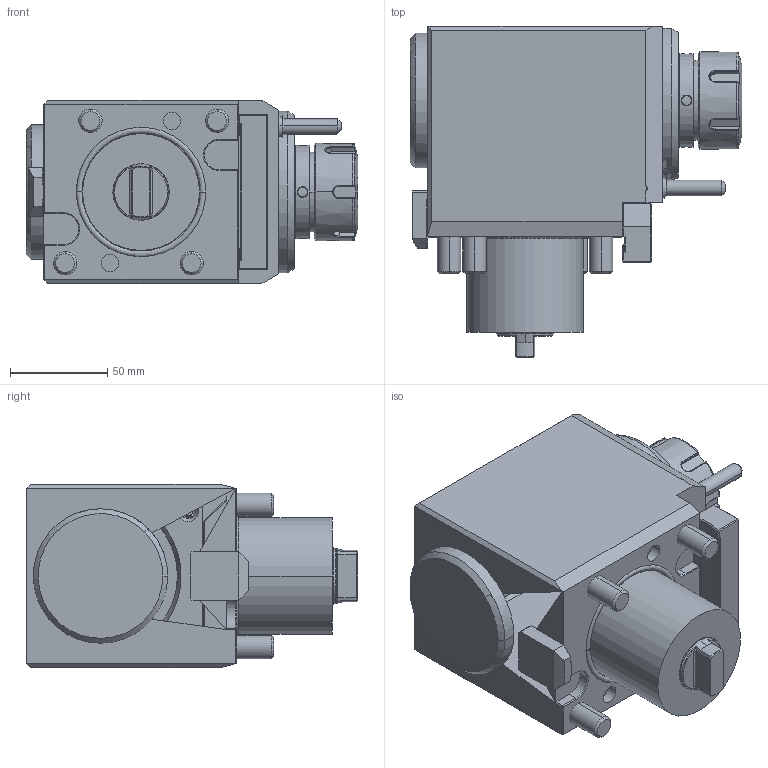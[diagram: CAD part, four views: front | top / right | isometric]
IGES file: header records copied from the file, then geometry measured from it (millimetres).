
Start section:  PTC IGES file: ngt2_60_201_32_1_3_70_ja.igs
Global section: file name: ngt2_60_201_32_1_3_70_ja.igs; native system: Pro/ENGINEER by Parametric Technology Corporation; preprocessor: 2010280; author: vali; organization: Unknown; date: 20170313.104252; units: millimetre
Bounding box: 170.3 x 170 x 94 mm (x, y, z)
Volume: 1066141.8 mm3; surface area: 100620.8 mm2
Topology: 1 solids, 1 shells, 385 faces, 936 edges, 567 vertices
Faces by surface type: bspline 225, revolution 160
